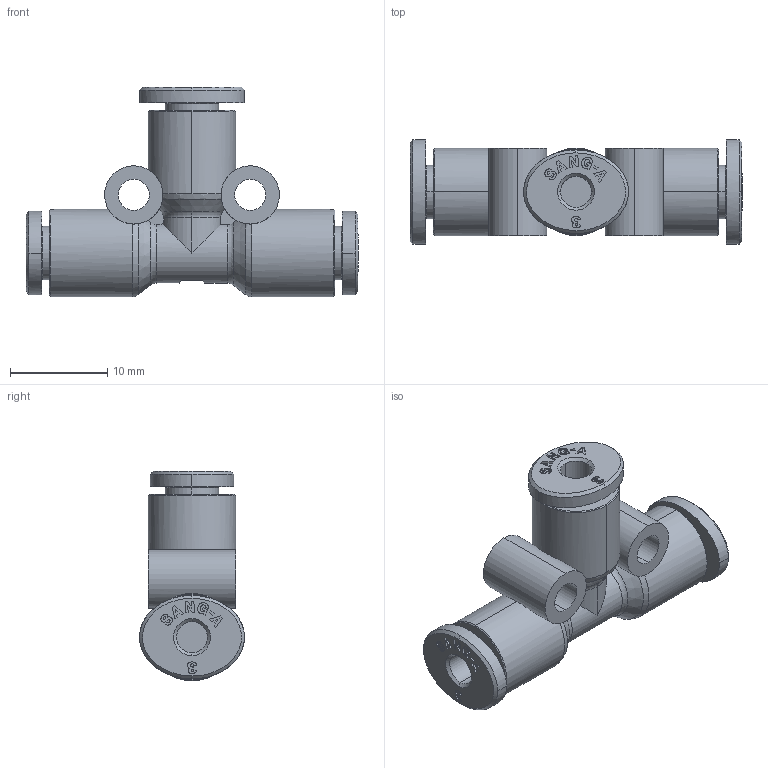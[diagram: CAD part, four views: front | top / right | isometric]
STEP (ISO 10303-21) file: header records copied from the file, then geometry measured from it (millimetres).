
FILE_DESCRIPTION (( 'STEP AP203' ), '1' );
FILE_NAME ('GPUT 03(3D).STEP', '2015-08-17T14:41:01', ( '' ), ( '' ), 'SwSTEP 2.0', 'SolidWorks 2015', '' );
FILE_SCHEMA (( 'CONFIG_CONTROL_DESIGN' ));
Length unit declared in the file: millimetre
Products named in the file (2): ｦ+ﾃｦ1; GPUT 03(3D)
Assembly tree (1 placements, depth 2):
  GPUT 03(3D)
    ｦ+ﾃｦ1
Bounding box: 34.2 x 10.8 x 21.6 mm (x, y, z)
Volume: 2575.6 mm3; surface area: 2563.4 mm2
Topology: 1 solids, 1 shells, 730 faces, 2057 edges, 1366 vertices
Faces by surface type: plane 556, bspline 94, cylinder 51, cone 24, torus 5
Entity records: 25937 total; most frequent: CARTESIAN_POINT 7770, ORIENTED_EDGE 4114, DIRECTION 3208, EDGE_CURVE 2057, LINE 1650, VECTOR 1650, VERTEX_POINT 1366, AXIS2_PLACEMENT_3D 779
